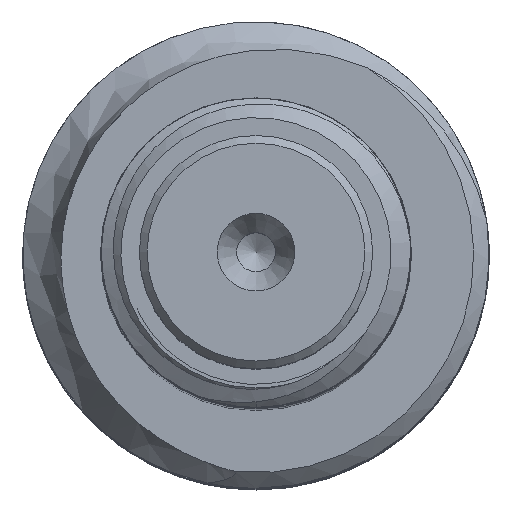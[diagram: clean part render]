
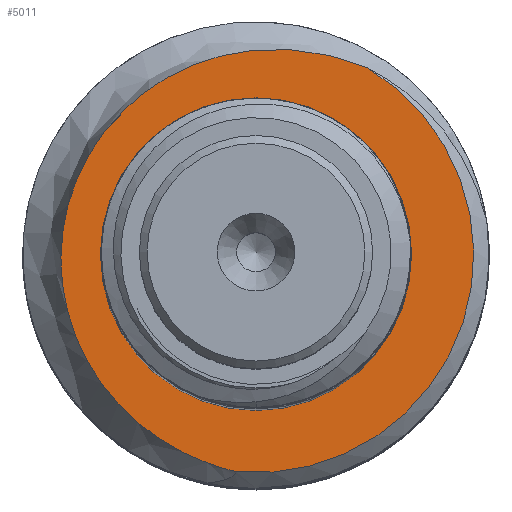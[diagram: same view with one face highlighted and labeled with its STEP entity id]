
A CAD part, top view. The second image highlights one B-rep face of the part: STEP entity #5011.
In plain terms, the highlighted planar face has unit normal (0, 0, 1).
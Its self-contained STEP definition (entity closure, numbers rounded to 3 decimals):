
#3070=CARTESIAN_POINT('',(-0.504,-5.577,-41.));
#3071=VERTEX_POINT('',#3070);
#3161=CARTESIAN_POINT('',(2.871,4.808,-41.));
#3162=VERTEX_POINT('',#3161);
#3163=CARTESIAN_POINT('',(6.1,2.409,-41.));
#3164=CARTESIAN_POINT('',(5.763,2.695,-41.));
#3165=CARTESIAN_POINT('',(5.333,3.176,-41.));
#3166=CARTESIAN_POINT('',(4.303,4.023,-41.));
#3167=CARTESIAN_POINT('',(3.857,4.325,-41.));
#3168=CARTESIAN_POINT('',(2.814,4.863,-41.));
#3169=CARTESIAN_POINT('',(2.226,5.07,-41.));
#3170=CARTESIAN_POINT('',(0.851,5.329,-41.));
#3171=CARTESIAN_POINT('',(0.073,5.326,-41.));
#3172=CARTESIAN_POINT('',(-1.403,5.015,-41.));
#3173=CARTESIAN_POINT('',(-2.085,4.725,-41.));
#3174=CARTESIAN_POINT('',(-3.281,3.901,-41.));
#3175=CARTESIAN_POINT('',(-3.785,3.381,-41.));
#3176=CARTESIAN_POINT('',(-4.549,2.189,-41.));
#3177=CARTESIAN_POINT('',(-4.807,1.533,-41.));
#3178=CARTESIAN_POINT('',(-5.055,0.163,-41.));
#3179=CARTESIAN_POINT('',(-5.044,-0.535,-41.));
#3180=CARTESIAN_POINT('',(-4.759,-1.895,-41.));
#3181=CARTESIAN_POINT('',(-4.486,-2.542,-41.));
#3182=CARTESIAN_POINT('',(-3.707,-3.713,-41.));
#3183=CARTESIAN_POINT('',(-3.206,-4.222,-41.));
#3184=CARTESIAN_POINT('',(-2.11,-4.992,-41.));
#3185=CARTESIAN_POINT('',(-1.542,-5.268,-41.));
#3186=CARTESIAN_POINT('',(-0.399,-5.627,-41.));
#3187=CARTESIAN_POINT('',(0.158,-5.723,-41.));
#3188=CARTESIAN_POINT('',(0.727,-5.754,-41.));
#3189=B_SPLINE_CURVE_WITH_KNOTS('',3,(#3163,#3164,#3165,#3166,#3167,#3168,#3169,#3170,#3171,#3172,#3173,#3174,#3175,#3176,#3177,#3178,#3179,#3180,#3181,#3182,#3183,#3184,#3185,#3186,#3187,#3188),.UNSPECIFIED.,.F.,.F.,(4,2,2,2,2,2,2,2,2,2,2,2,4),(0.,0.133,0.227,0.334,0.468,0.595,0.719,0.84,0.96,1.08,1.202,1.311,1.409),.UNSPECIFIED.);
#3190=EDGE_CURVE('',#3162,#3071,#3189,.T.);
#4976=CARTESIAN_POINT('',(0.,5.,-41.));
#4977=DIRECTION('',(0.,0.,1.));
#4978=DIRECTION('',(0.,1.,-0.));
#4979=AXIS2_PLACEMENT_3D('',#4976,#4977,#4978);
#4980=PLANE('',#4979);
#4981=ORIENTED_EDGE('',*,*,#3190,.T.);
#4982=CARTESIAN_POINT('',(0.,0.,-41.));
#4983=DIRECTION('',(0.,-0.,-1.));
#4984=DIRECTION('',(0.,-1.,0.));
#4985=AXIS2_PLACEMENT_3D('',#4982,#4983,#4984);
#4986=CIRCLE('',#4985,5.6);
#4987=EDGE_CURVE('',#3162,#3071,#4986,.T.);
#4988=ORIENTED_EDGE('',*,*,#4987,.F.);
#4989=EDGE_LOOP('',(#4981,#4988));
#4990=FACE_BOUND('',#4989,.T.);
#4991=CARTESIAN_POINT('',(-0.,-4.,-41.));
#4992=VERTEX_POINT('',#4991);
#4993=CARTESIAN_POINT('',(0.,4.,-41.));
#4994=VERTEX_POINT('',#4993);
#4995=CARTESIAN_POINT('',(0.,0.,-41.));
#4996=DIRECTION('',(0.,-0.,1.));
#4997=DIRECTION('',(0.,1.,0.));
#4998=AXIS2_PLACEMENT_3D('',#4995,#4996,#4997);
#4999=CIRCLE('',#4998,4.);
#5000=EDGE_CURVE('',#4992,#4994,#4999,.T.);
#5001=ORIENTED_EDGE('',*,*,#5000,.F.);
#5002=CARTESIAN_POINT('',(0.,0.,-41.));
#5003=DIRECTION('',(0.,-0.,1.));
#5004=DIRECTION('',(0.,1.,0.));
#5005=AXIS2_PLACEMENT_3D('',#5002,#5003,#5004);
#5006=CIRCLE('',#5005,4.);
#5007=EDGE_CURVE('',#4994,#4992,#5006,.T.);
#5008=ORIENTED_EDGE('',*,*,#5007,.F.);
#5009=EDGE_LOOP('',(#5001,#5008));
#5010=FACE_BOUND('',#5009,.T.);
#5011=ADVANCED_FACE('',(#4990,#5010),#4980,.T.);
